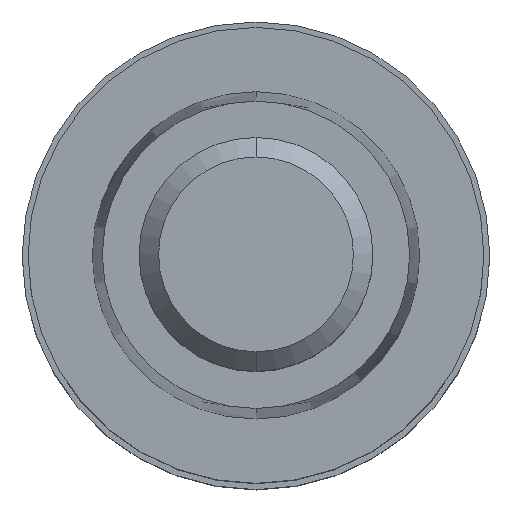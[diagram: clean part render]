
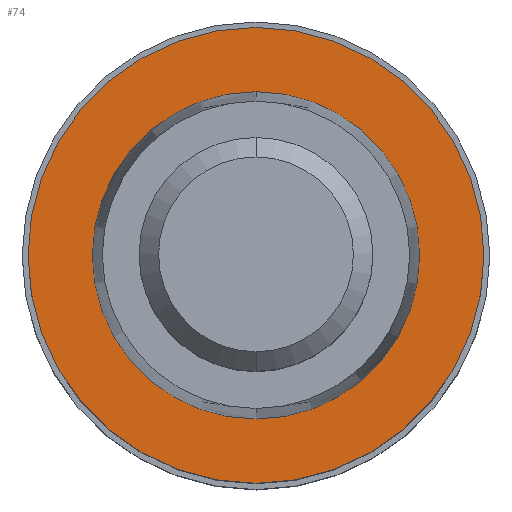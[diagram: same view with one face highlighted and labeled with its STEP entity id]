
A CAD part, top view. The second image highlights one B-rep face of the part: STEP entity #74.
In plain terms, the highlighted planar face has unit normal (0, 0, 1).
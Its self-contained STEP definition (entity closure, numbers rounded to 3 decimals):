
#30=FACE_BOUND('',#121,.T.);
#31=FACE_BOUND('',#122,.T.);
#74=ADVANCED_FACE('',(#30,#31),#87,.F.);
#87=PLANE('',#437);
#121=EDGE_LOOP('',(#174,#175));
#122=EDGE_LOOP('',(#176,#177));
#174=ORIENTED_EDGE('',*,*,#251,.T.);
#175=ORIENTED_EDGE('',*,*,#253,.T.);
#176=ORIENTED_EDGE('',*,*,#254,.T.);
#177=ORIENTED_EDGE('',*,*,#255,.T.);
#220=VERTEX_POINT('',#637);
#221=VERTEX_POINT('',#639);
#222=VERTEX_POINT('',#645);
#223=VERTEX_POINT('',#646);
#251=EDGE_CURVE('',#221,#220,#289,.T.);
#253=EDGE_CURVE('',#220,#221,#290,.T.);
#254=EDGE_CURVE('',#222,#223,#291,.T.);
#255=EDGE_CURVE('',#223,#222,#292,.T.);
#289=CIRCLE('',#431,5.85);
#290=CIRCLE('',#433,5.85);
#291=CIRCLE('',#435,4.2);
#292=CIRCLE('',#436,4.2);
#431=AXIS2_PLACEMENT_3D('',#638,#529,#530);
#433=AXIS2_PLACEMENT_3D('',#642,#534,#535);
#435=AXIS2_PLACEMENT_3D('',#644,#538,#539);
#436=AXIS2_PLACEMENT_3D('',#647,#540,#541);
#437=AXIS2_PLACEMENT_3D('',#648,#542,#543);
#529=DIRECTION('',(0.,0.,1.));
#530=DIRECTION('',(0.,1.,0.));
#534=DIRECTION('',(0.,0.,1.));
#535=DIRECTION('',(0.,-1.,0.));
#538=DIRECTION('',(0.,0.,-1.));
#539=DIRECTION('',(0.,1.,0.));
#540=DIRECTION('',(0.,0.,-1.));
#541=DIRECTION('',(0.,-1.,0.));
#542=DIRECTION('',(0.,0.,-1.));
#543=DIRECTION('',(0.,-1.,0.));
#637=CARTESIAN_POINT('',(0.,-5.85,0.));
#638=CARTESIAN_POINT('',(0.,0.,0.));
#639=CARTESIAN_POINT('',(0.,5.85,0.));
#642=CARTESIAN_POINT('',(0.,0.,0.));
#644=CARTESIAN_POINT('',(0.,0.,0.));
#645=CARTESIAN_POINT('',(0.,4.2,0.));
#646=CARTESIAN_POINT('',(0.,-4.2,0.));
#647=CARTESIAN_POINT('',(0.,0.,0.));
#648=CARTESIAN_POINT('',(0.,0.,0.));
